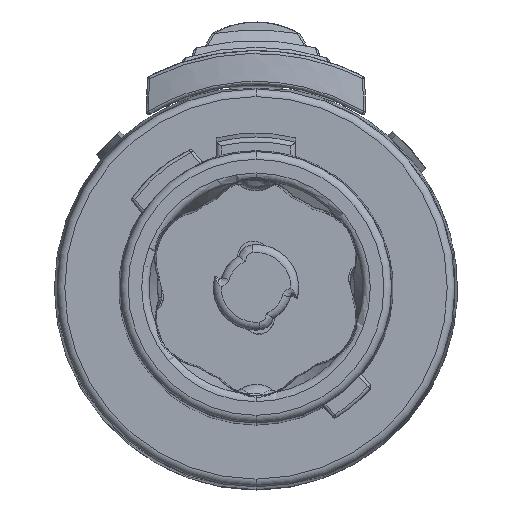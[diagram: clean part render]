
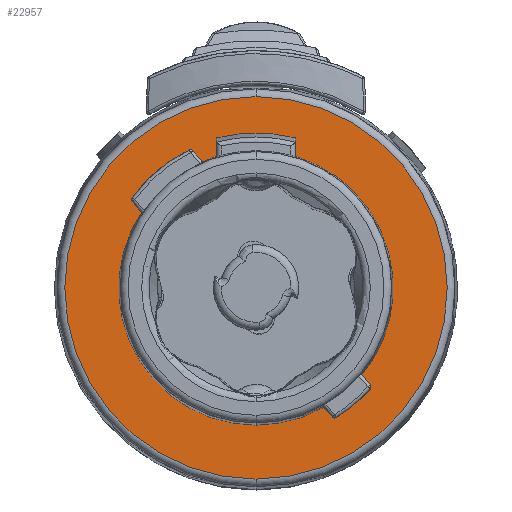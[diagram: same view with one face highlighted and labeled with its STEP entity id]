
A CAD part, top view. The second image highlights one B-rep face of the part: STEP entity #22957.
In plain terms, the highlighted planar face has unit normal (0, 0, 1).
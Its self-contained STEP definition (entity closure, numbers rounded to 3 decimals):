
#3607=CARTESIAN_POINT('',(0.,0.,13.5));
#3608=DIRECTION('',(0.,0.,1.));
#3609=DIRECTION('',(0.,1.,0.));
#3610=AXIS2_PLACEMENT_3D('',#3607,#3608,#3609);
#3612=CARTESIAN_POINT('',(0.,0.,13.5));
#3613=DIRECTION('',(0.,0.,-1.));
#3614=DIRECTION('',(0.,1.,0.));
#3615=AXIS2_PLACEMENT_3D('',#3612,#3613,#3614);
#3621=DIRECTION('',(0.,1.,0.));
#3622=VECTOR('',#3621,1.919);
#3623=CARTESIAN_POINT('',(2.55,7.75,13.5));
#3624=LINE('',#3623,#3622);
#3625=DIRECTION('',(1.,0.,0.));
#3626=VECTOR('',#3625,0.05);
#3627=CARTESIAN_POINT('',(2.55,7.75,13.5));
#3628=LINE('',#3627,#3626);
#3633=DIRECTION('',(1.,0.,0.));
#3634=VECTOR('',#3633,0.05);
#3635=CARTESIAN_POINT('',(-2.6,7.75,13.5));
#3636=LINE('',#3635,#3634);
#3637=DIRECTION('',(0.,1.,0.));
#3638=VECTOR('',#3637,0.708);
#3639=CARTESIAN_POINT('',(2.6,7.75,13.5));
#3640=LINE('',#3639,#3638);
#3657=CARTESIAN_POINT('',(0.,0.,13.5));
#3658=DIRECTION('',(0.,0.,-1.));
#3659=DIRECTION('',(0.294,0.956,0.));
#3660=AXIS2_PLACEMENT_3D('',#3657,#3658,#3659);
#3742=CARTESIAN_POINT('',(0.,0.,13.5));
#3743=DIRECTION('',(0.,0.,-1.));
#3744=DIRECTION('',(0.,-1.,0.));
#3745=AXIS2_PLACEMENT_3D('',#3742,#3743,#3744);
#6650=DIRECTION('',(0.,-1.,0.));
#6651=VECTOR('',#6650,0.708);
#6652=CARTESIAN_POINT('',(-2.6,8.458,13.5));
#6653=LINE('',#6652,#6651);
#6764=DIRECTION('',(0.,-1.,0.));
#6765=VECTOR('',#6764,1.919);
#6766=CARTESIAN_POINT('',(-2.55,9.669,13.5));
#6767=LINE('',#6766,#6765);
#6768=CARTESIAN_POINT('',(0.,0.,13.5));
#6769=DIRECTION('',(0.,0.,1.));
#6770=DIRECTION('',(0.255,0.967,0.));
#6771=AXIS2_PLACEMENT_3D('',#6768,#6769,#6770);
#16086=CARTESIAN_POINT('',(0.,12.33,13.5));
#16088=VERTEX_POINT('',#16086);
#16093=CARTESIAN_POINT('',(0.,-12.33,13.5));
#16094=VERTEX_POINT('',#16093);
#16848=CARTESIAN_POINT('',(2.6,8.458,13.5));
#16849=CARTESIAN_POINT('',(0.,-8.849,13.5));
#16850=VERTEX_POINT('',#16848);
#16851=VERTEX_POINT('',#16849);
#16852=CARTESIAN_POINT('',(-2.6,8.458,13.5));
#16853=VERTEX_POINT('',#16852);
#16862=CARTESIAN_POINT('',(2.6,7.75,13.5));
#16863=VERTEX_POINT('',#16862);
#16864=CARTESIAN_POINT('',(-2.6,7.75,13.5));
#16865=VERTEX_POINT('',#16864);
#17024=CARTESIAN_POINT('',(2.55,7.75,13.5));
#17026=VERTEX_POINT('',#17024);
#17027=CARTESIAN_POINT('',(2.55,9.669,13.5));
#17028=VERTEX_POINT('',#17027);
#17030=CARTESIAN_POINT('',(-2.55,7.75,13.5));
#17032=VERTEX_POINT('',#17030);
#17033=CARTESIAN_POINT('',(-2.55,9.669,13.5));
#17034=VERTEX_POINT('',#17033);
#22928=CARTESIAN_POINT('',(0.,0.,13.5));
#22929=DIRECTION('',(0.,0.,-1.));
#22930=DIRECTION('',(0.,-1.,0.));
#22931=AXIS2_PLACEMENT_3D('',#22928,#22929,#22930);
#22932=PLANE('',#22931);
#22933=ORIENTED_EDGE('',*,*,#22763,.F.);
#22934=ORIENTED_EDGE('',*,*,#22752,.T.);
#22935=EDGE_LOOP('',(#22933,#22934));
#22936=FACE_OUTER_BOUND('',#22935,.F.);
#22938=ORIENTED_EDGE('',*,*,#22937,.T.);
#22940=ORIENTED_EDGE('',*,*,#22939,.T.);
#22942=ORIENTED_EDGE('',*,*,#22941,.T.);
#22944=ORIENTED_EDGE('',*,*,#22943,.F.);
#22946=ORIENTED_EDGE('',*,*,#22945,.F.);
#22948=ORIENTED_EDGE('',*,*,#22947,.F.);
#22950=ORIENTED_EDGE('',*,*,#22949,.F.);
#22952=ORIENTED_EDGE('',*,*,#22951,.F.);
#22954=ORIENTED_EDGE('',*,*,#22953,.F.);
#22955=EDGE_LOOP('',(#22938,#22940,#22942,#22944,#22946,#22948,#22950,#22952,
#22954));
#22956=FACE_BOUND('',#22955,.F.);
#22957=ADVANCED_FACE('',(#22936,#22956),#22932,.F.);
#3611=CIRCLE('',#3610,12.33);
#3616=CIRCLE('',#3615,12.33);
#3661=CIRCLE('',#3660,8.849);
#3746=CIRCLE('',#3745,8.849);
#6772=CIRCLE('',#6771,10.);
#22752=EDGE_CURVE('',#16088,#16094,#3616,.T.);
#22763=EDGE_CURVE('',#16088,#16094,#3611,.T.);
#22937=EDGE_CURVE('',#17026,#17028,#3624,.T.);
#22939=EDGE_CURVE('',#17028,#17034,#6772,.T.);
#22941=EDGE_CURVE('',#17034,#17032,#6767,.T.);
#22943=EDGE_CURVE('',#16865,#17032,#3636,.T.);
#22945=EDGE_CURVE('',#16853,#16865,#6653,.T.);
#22947=EDGE_CURVE('',#16851,#16853,#3746,.T.);
#22949=EDGE_CURVE('',#16850,#16851,#3661,.T.);
#22951=EDGE_CURVE('',#16863,#16850,#3640,.T.);
#22953=EDGE_CURVE('',#17026,#16863,#3628,.T.);
